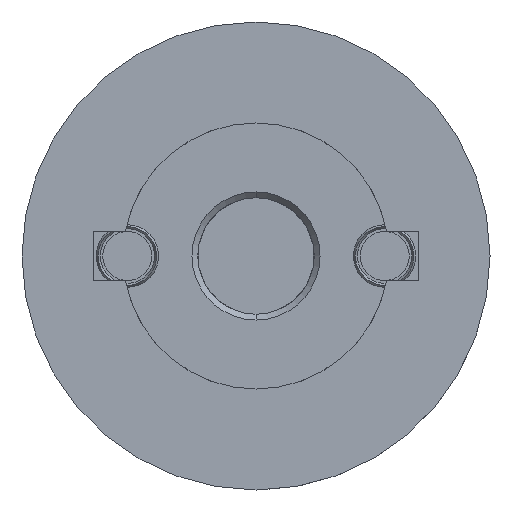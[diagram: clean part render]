
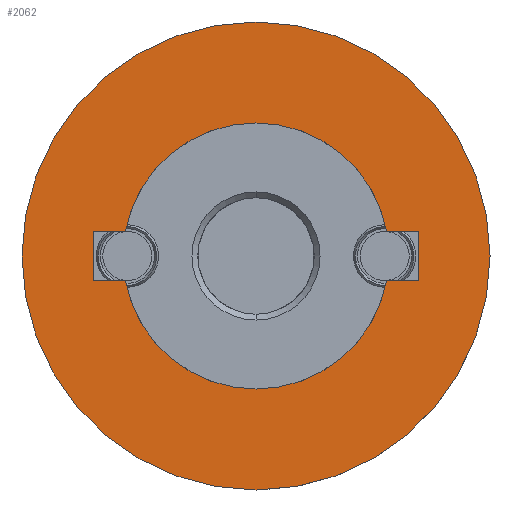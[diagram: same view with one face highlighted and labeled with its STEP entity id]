
A CAD part, left-side view. The second image highlights one B-rep face of the part: STEP entity #2062.
In plain terms, the highlighted planar face has unit normal (-1, 0, 0).
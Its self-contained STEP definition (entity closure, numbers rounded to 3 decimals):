
#618=CARTESIAN_POINT('',(-1.,0.,0.));
#619=DIRECTION('',(-1.,0.,0.));
#620=DIRECTION('',(0.,0.,1.));
#621=AXIS2_PLACEMENT_3D('',#618,#619,#620);
#626=CARTESIAN_POINT('',(-1.,0.,0.));
#627=DIRECTION('',(-1.,0.,0.));
#628=DIRECTION('',(0.,0.,-1.));
#629=AXIS2_PLACEMENT_3D('',#626,#627,#628);
#634=CARTESIAN_POINT('',(-1.,0.,0.));
#635=DIRECTION('',(1.,0.,0.));
#636=DIRECTION('',(0.,-0.982,-0.187));
#637=AXIS2_PLACEMENT_3D('',#634,#635,#636);
#642=CARTESIAN_POINT('',(-1.,0.,0.));
#643=DIRECTION('',(1.,0.,0.));
#644=DIRECTION('',(0.,0.982,0.187));
#645=AXIS2_PLACEMENT_3D('',#642,#643,#644);
#777=DIRECTION('',(0.,-1.,0.));
#778=VECTOR('',#777,2.7);
#779=CARTESIAN_POINT('',(-1.,13.875,-2.125));
#780=LINE('',#779,#778);
#847=DIRECTION('',(0.,0.,-1.));
#848=VECTOR('',#847,4.25);
#849=CARTESIAN_POINT('',(-1.,13.875,2.125));
#850=LINE('',#849,#848);
#888=DIRECTION('',(0.,1.,0.));
#889=VECTOR('',#888,2.7);
#890=CARTESIAN_POINT('',(-1.,11.175,2.125));
#891=LINE('',#890,#889);
#973=DIRECTION('',(0.,1.,0.));
#974=VECTOR('',#973,2.7);
#975=CARTESIAN_POINT('',(-1.,-13.875,2.125));
#976=LINE('',#975,#974);
#1047=DIRECTION('',(0.,-1.,0.));
#1048=VECTOR('',#1047,2.7);
#1049=CARTESIAN_POINT('',(-1.,-11.175,-2.125));
#1050=LINE('',#1049,#1048);
#1091=DIRECTION('',(0.,0.,1.));
#1092=VECTOR('',#1091,4.25);
#1093=CARTESIAN_POINT('',(-1.,-13.875,-2.125));
#1094=LINE('',#1093,#1092);
#1365=CARTESIAN_POINT('',(-1.,13.875,-2.125));
#1366=VERTEX_POINT('',#1365);
#1367=CARTESIAN_POINT('',(-1.,11.175,-2.125));
#1368=VERTEX_POINT('',#1367);
#1380=CARTESIAN_POINT('',(-1.,-11.175,2.125));
#1381=VERTEX_POINT('',#1380);
#1382=CARTESIAN_POINT('',(-1.,11.175,2.125));
#1383=VERTEX_POINT('',#1382);
#1391=CARTESIAN_POINT('',(-1.,-13.875,2.125));
#1392=VERTEX_POINT('',#1391);
#1395=CARTESIAN_POINT('',(-1.,-11.175,-2.125));
#1396=VERTEX_POINT('',#1395);
#1407=CARTESIAN_POINT('',(-1.,13.875,2.125));
#1408=VERTEX_POINT('',#1407);
#1415=CARTESIAN_POINT('',(-1.,-13.875,-2.125));
#1416=VERTEX_POINT('',#1415);
#1480=CARTESIAN_POINT('',(-1.,0.,-20.01));
#1482=VERTEX_POINT('',#1480);
#1485=CARTESIAN_POINT('',(-1.,0.,20.01));
#1486=VERTEX_POINT('',#1485);
#2035=CARTESIAN_POINT('',(-1.,0.,0.));
#2036=DIRECTION('',(-1.,0.,0.));
#2037=DIRECTION('',(0.,0.,1.));
#2038=AXIS2_PLACEMENT_3D('',#2035,#2036,#2037);
#2039=PLANE('',#2038);
#2040=ORIENTED_EDGE('',*,*,#2018,.F.);
#2041=ORIENTED_EDGE('',*,*,#1990,.F.);
#2042=EDGE_LOOP('',(#2040,#2041));
#2043=FACE_OUTER_BOUND('',#2042,.F.);
#2045=ORIENTED_EDGE('',*,*,#2044,.F.);
#2047=ORIENTED_EDGE('',*,*,#2046,.T.);
#2049=ORIENTED_EDGE('',*,*,#2048,.T.);
#2051=ORIENTED_EDGE('',*,*,#2050,.T.);
#2053=ORIENTED_EDGE('',*,*,#2052,.F.);
#2055=ORIENTED_EDGE('',*,*,#2054,.T.);
#2057=ORIENTED_EDGE('',*,*,#2056,.T.);
#2059=ORIENTED_EDGE('',*,*,#2058,.T.);
#2060=EDGE_LOOP('',(#2045,#2047,#2049,#2051,#2053,#2055,#2057,#2059));
#2061=FACE_BOUND('',#2060,.F.);
#2062=ADVANCED_FACE('',(#2043,#2061),#2039,.T.);
#622=CIRCLE('',#621,20.01);
#630=CIRCLE('',#629,20.01);
#638=CIRCLE('',#637,11.375);
#646=CIRCLE('',#645,11.375);
#1990=EDGE_CURVE('',#1482,#1486,#630,.T.);
#2018=EDGE_CURVE('',#1486,#1482,#622,.T.);
#2044=EDGE_CURVE('',#1396,#1368,#638,.T.);
#2046=EDGE_CURVE('',#1396,#1416,#1050,.T.);
#2048=EDGE_CURVE('',#1416,#1392,#1094,.T.);
#2050=EDGE_CURVE('',#1392,#1381,#976,.T.);
#2052=EDGE_CURVE('',#1383,#1381,#646,.T.);
#2054=EDGE_CURVE('',#1383,#1408,#891,.T.);
#2056=EDGE_CURVE('',#1408,#1366,#850,.T.);
#2058=EDGE_CURVE('',#1366,#1368,#780,.T.);
